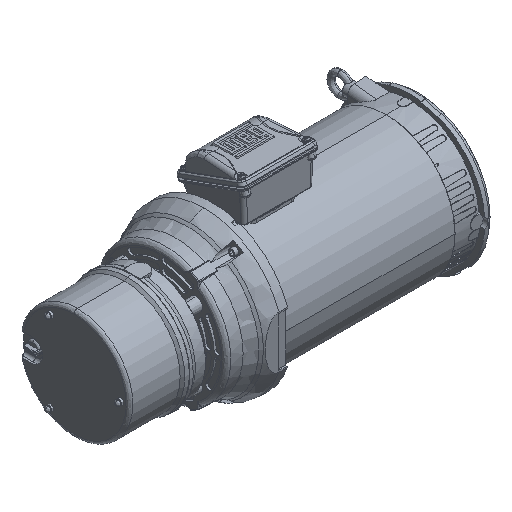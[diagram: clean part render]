
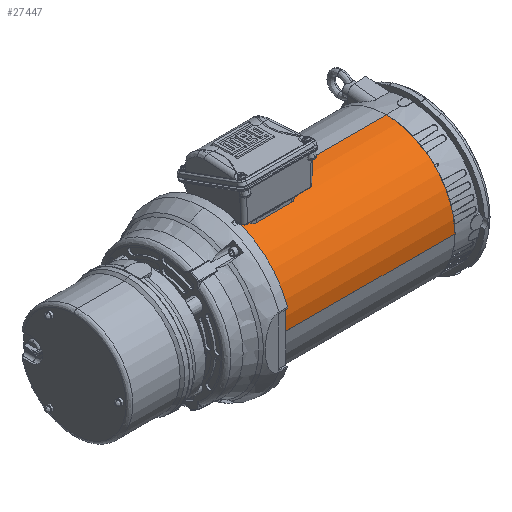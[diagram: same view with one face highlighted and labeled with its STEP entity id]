
A CAD part, isometric view. The second image highlights one B-rep face of the part: STEP entity #27447.
In plain terms, the highlighted cylindrical face has radius 103.05 mm (diameter 206.1 mm), a partial arc.
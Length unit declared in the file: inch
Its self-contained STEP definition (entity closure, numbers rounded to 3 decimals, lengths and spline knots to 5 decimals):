
#229 = EDGE_CURVE ( 'NONE', #16691, #26073, #40398, .T. ) ;
#3547 = ORIENTED_EDGE ( 'NONE', *, *, #31184, .T. ) ;
#3726 = DIRECTION ( 'NONE',  ( -1., 0., 0. ) ) ;
#4045 = EDGE_CURVE ( 'NONE', #6698, #16112, #28652, .T. ) ;
#5192 = AXIS2_PLACEMENT_3D ( 'NONE', #14186, #3726, #29466 ) ;
#5957 = AXIS2_PLACEMENT_3D ( 'NONE', #26648, #27071, #37292 ) ;
#6191 = CYLINDRICAL_SURFACE ( 'NONE', #5192, 4.05709 ) ;
#6698 = VERTEX_POINT ( 'NONE', #6830 ) ;
#6830 = CARTESIAN_POINT ( 'NONE',  ( -4.78629, -4.7509, 0.00071 ) ) ;
#7382 = CARTESIAN_POINT ( 'NONE',  ( 5.44994, -4.7509, 0.00071 ) ) ;
#7393 = ORIENTED_EDGE ( 'NONE', *, *, #28731, .T. ) ;
#11240 = CARTESIAN_POINT ( 'NONE',  ( -4.78629, -0.69382, 0. ) ) ;
#13872 = CARTESIAN_POINT ( 'NONE',  ( 5.44994, -0.69382, 4.05709 ) ) ;
#14186 = CARTESIAN_POINT ( 'NONE',  ( 32.53252, -0.69382, 0. ) ) ;
#14954 = ORIENTED_EDGE ( 'NONE', *, *, #229, .F. ) ;
#15932 = CIRCLE ( 'NONE', #35412, 4.05709 ) ;
#16112 = VERTEX_POINT ( 'NONE', #7382 ) ;
#16691 = VERTEX_POINT ( 'NONE', #35730 ) ;
#19344 = VECTOR ( 'NONE', #26457, 39.37008 ) ;
#23742 = FACE_OUTER_BOUND ( 'NONE', #42680, .T. ) ;
#26073 = VERTEX_POINT ( 'NONE', #13872 ) ;
#26457 = DIRECTION ( 'NONE',  ( 1., 0., 0. ) ) ;
#26648 = CARTESIAN_POINT ( 'NONE',  ( 5.44994, -0.69382, 0. ) ) ;
#27027 = VECTOR ( 'NONE', #38860, 39.37008 ) ;
#27071 = DIRECTION ( 'NONE',  ( -1., 0., 0. ) ) ;
#27447 = ADVANCED_FACE ( 'NONE', ( #23742 ), #6191, .T. ) ;
#28652 = LINE ( 'NONE', #31684, #27027 ) ;
#28731 = EDGE_CURVE ( 'NONE', #16112, #26073, #35820, .T. ) ;
#29466 = DIRECTION ( 'NONE',  ( 0., 0., 1. ) ) ;
#31029 = DIRECTION ( 'NONE',  ( 0., 0., 1. ) ) ;
#31184 = EDGE_CURVE ( 'NONE', #16691, #6698, #15932, .T. ) ;
#31684 = CARTESIAN_POINT ( 'NONE',  ( 32.53252, -4.7509, 0.00071 ) ) ;
#32130 = ORIENTED_EDGE ( 'NONE', *, *, #4045, .T. ) ;
#35412 = AXIS2_PLACEMENT_3D ( 'NONE', #11240, #41050, #31029 ) ;
#35730 = CARTESIAN_POINT ( 'NONE',  ( -4.78629, -0.69382, 4.05709 ) ) ;
#35820 = CIRCLE ( 'NONE', #5957, 4.05709 ) ;
#36660 = CARTESIAN_POINT ( 'NONE',  ( 32.53252, -0.69382, 4.05709 ) ) ;
#37292 = DIRECTION ( 'NONE',  ( 0., 0., 1. ) ) ;
#38860 = DIRECTION ( 'NONE',  ( 1., 0., 0. ) ) ;
#40398 = LINE ( 'NONE', #36660, #19344 ) ;
#41050 = DIRECTION ( 'NONE',  ( 1., 0., 0. ) ) ;
#42680 = EDGE_LOOP ( 'NONE', ( #3547, #32130, #7393, #14954 ) ) ;
